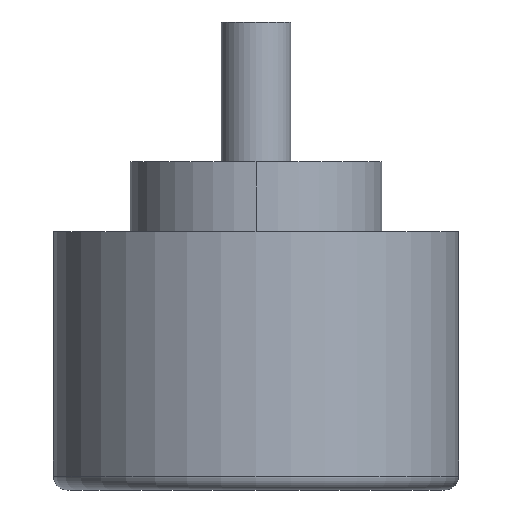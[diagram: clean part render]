
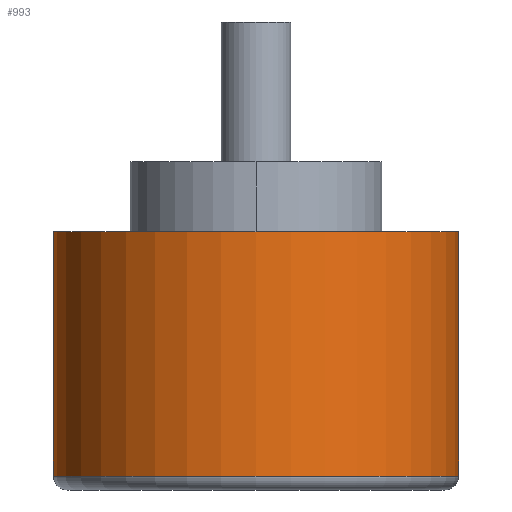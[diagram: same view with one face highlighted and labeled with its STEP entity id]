
A CAD part, front view. The second image highlights one B-rep face of the part: STEP entity #993.
In plain terms, the highlighted cylindrical face has radius 29 mm (diameter 58 mm), a partial arc.
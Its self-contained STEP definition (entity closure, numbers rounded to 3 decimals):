
#97=DIRECTION('',(0.,0.,-1.));
#98=VECTOR('',#97,35.);
#99=CARTESIAN_POINT('',(-29.,0.,37.));
#100=LINE('',#99,#98);
#346=CARTESIAN_POINT('',(0.,0.,37.));
#347=DIRECTION('',(0.,0.,-1.));
#348=DIRECTION('',(1.,0.,0.));
#349=AXIS2_PLACEMENT_3D('',#346,#347,#348);
#354=DIRECTION('',(0.,0.,-1.));
#355=VECTOR('',#354,35.);
#356=CARTESIAN_POINT('',(29.,0.,37.));
#357=LINE('',#356,#355);
#361=CARTESIAN_POINT('',(0.,0.,2.));
#362=DIRECTION('',(0.,0.,-1.));
#363=DIRECTION('',(1.,0.,0.));
#364=AXIS2_PLACEMENT_3D('',#361,#362,#363);
#673=CARTESIAN_POINT('',(-29.,0.,37.));
#674=CARTESIAN_POINT('',(29.,0.,37.));
#675=VERTEX_POINT('',#673);
#676=VERTEX_POINT('',#674);
#681=CARTESIAN_POINT('',(29.,0.,2.));
#682=CARTESIAN_POINT('',(-29.,0.,2.));
#683=VERTEX_POINT('',#681);
#684=VERTEX_POINT('',#682);
#982=CARTESIAN_POINT('',(0.,0.,0.));
#983=DIRECTION('',(0.,0.,-1.));
#984=DIRECTION('',(-1.,0.,0.));
#985=AXIS2_PLACEMENT_3D('',#982,#983,#984);
#986=CYLINDRICAL_SURFACE('',#985,29.);
#987=ORIENTED_EDGE('',*,*,#825,.F.);
#988=ORIENTED_EDGE('',*,*,#801,.T.);
#989=ORIENTED_EDGE('',*,*,#771,.T.);
#990=ORIENTED_EDGE('',*,*,#798,.F.);
#991=EDGE_LOOP('',(#987,#988,#989,#990));
#992=FACE_OUTER_BOUND('',#991,.F.);
#993=ADVANCED_FACE('',(#992),#986,.T.);
#350=CIRCLE('',#349,29.);
#365=CIRCLE('',#364,29.);
#771=EDGE_CURVE('',#683,#684,#365,.T.);
#798=EDGE_CURVE('',#675,#684,#100,.T.);
#801=EDGE_CURVE('',#676,#683,#357,.T.);
#825=EDGE_CURVE('',#676,#675,#350,.T.);
